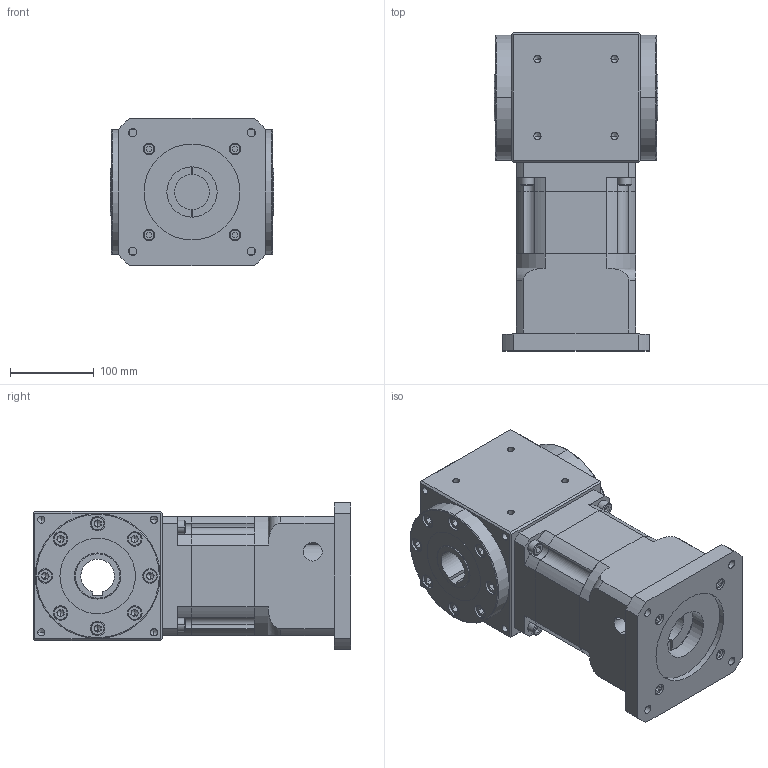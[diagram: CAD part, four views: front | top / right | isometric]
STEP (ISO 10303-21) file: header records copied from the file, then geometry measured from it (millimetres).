
FILE_DESCRIPTION (( 'STEP AP214' ), '1' );
FILE_NAME ('RAM150-L2-XX-H-42-114.3-200-M12_2019.STEP', '2019-04-10T01:01:59', ( 'Y' ), ( 'NCU' ), 'SwSTEP 2.0', 'SolidWorks 2016', '' );
FILE_SCHEMA (( 'AUTOMOTIVE_DESIGN' ));
Length unit declared in the file: millimetre
Products named in the file (1): RAM150-L2-XX-H-42-114.3-200-M12_2019
Bounding box: 195 x 379 x 176 mm (x, y, z)
Volume: 8032104.5 mm3; surface area: 588700.2 mm2
Topology: 4 solids, 24 shells, 875 faces, 2055 edges, 1262 vertices
Faces by surface type: plane 415, cylinder 312, cone 104, torus 44
Entity records: 27013 total; most frequent: CARTESIAN_POINT 4877, DIRECTION 4555, ORIENTED_EDGE 3950, EDGE_CURVE 1975, AXIS2_PLACEMENT_3D 1744, VERTEX_POINT 1262, VECTOR 1067, LINE 1067
